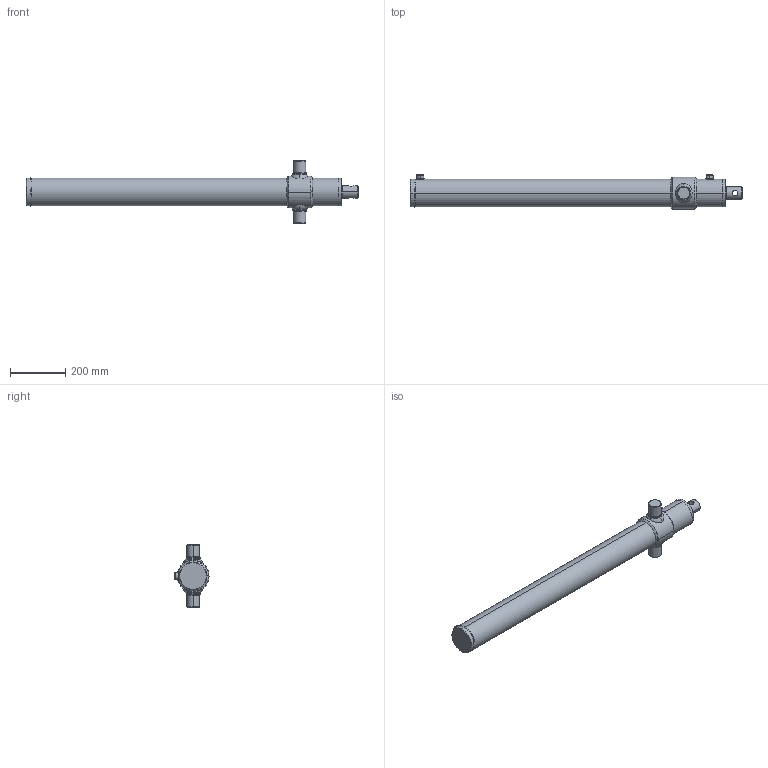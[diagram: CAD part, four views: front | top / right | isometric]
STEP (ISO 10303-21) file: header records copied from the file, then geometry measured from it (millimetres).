
FILE_DESCRIPTION (( 'STEP AP203' ), '1' );
FILE_NAME ('74590.1000T.STEP', '2014-09-02T06:12:07', ( '' ), ( '' ), 'SwSTEP 2.0', 'SolidWorks 2013', '' );
FILE_SCHEMA (( 'CONFIG_CONTROL_DESIGN' ));
Length unit declared in the file: millimetre
Products named in the file (1): 74590.1000T
Bounding box: 1197 x 122.99 x 224 mm (x, y, z)
Surface area: 608191.2 mm2 (no closed solid volume)
Topology: 0 solids, 17 shells, 98 faces, 243 edges, 158 vertices
Faces by surface type: cylinder 31, cone 29, torus 22, plane 16
Entity records: 3761 total; most frequent: CARTESIAN_POINT 1316, DIRECTION 564, ORIENTED_EDGE 414, AXIS2_PLACEMENT_3D 248, EDGE_CURVE 243, VERTEX_POINT 158, CIRCLE 149, EDGE_LOOP 111
